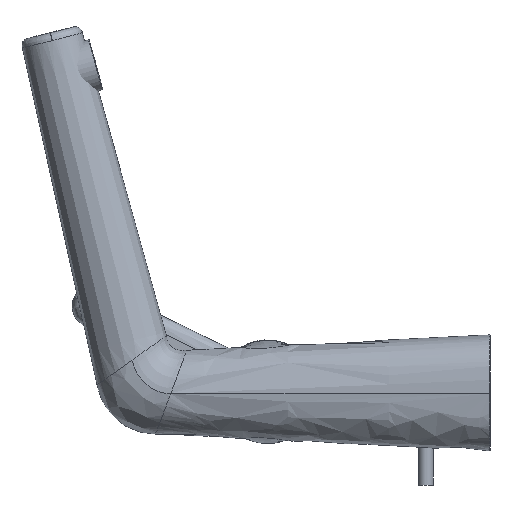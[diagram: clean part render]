
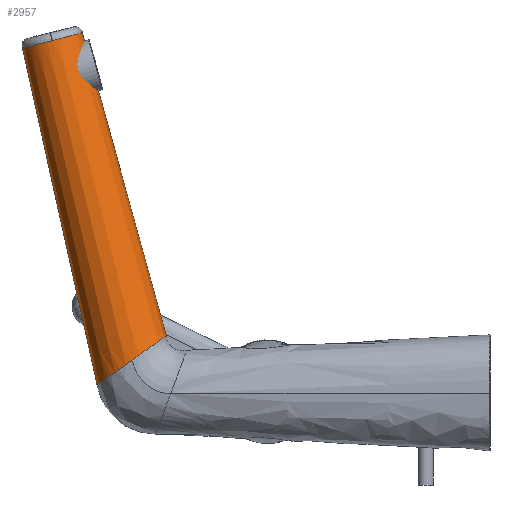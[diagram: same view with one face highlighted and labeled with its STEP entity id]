
A CAD part, left-side view. The second image highlights one B-rep face of the part: STEP entity #2957.
In plain terms, the highlighted conical face has half-angle 1.5 degrees and reference radius 12.248 mm.
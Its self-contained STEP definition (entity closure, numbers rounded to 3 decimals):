
#174 = CARTESIAN_POINT ( 'NONE',  ( -4.471, 161.719, 125.64 ) ) ;
#393 = CARTESIAN_POINT ( 'NONE',  ( -10.928, 132.279, 2.843 ) ) ;
#501 = ORIENTED_EDGE ( 'NONE', *, *, #1084, .T. ) ;
#681 = EDGE_CURVE ( 'NONE', #7225, #1520, #722, .T. ) ;
#718 = CARTESIAN_POINT ( 'NONE',  ( -13.338, 148.599, -8.794 ) ) ;
#722 = LINE ( 'NONE', #5640, #7068 ) ;
#758 = CARTESIAN_POINT ( 'NONE',  ( -2.87, 161.409, 125.737 ) ) ;
#760 = CARTESIAN_POINT ( 'NONE',  ( 0.276, 128.169, 5.91 ) ) ;
#781 = CARTESIAN_POINT ( 'NONE',  ( -8.785, 163.79, 125.068 ) ) ;
#1009 = CARTESIAN_POINT ( 'NONE',  ( -13.328, 135.107, 0.801 ) ) ;
#1034 = CARTESIAN_POINT ( 'NONE',  ( -15.245, 143.616, -5.275 ) ) ;
#1040 = LINE ( 'NONE', #6742, #5721 ) ;
#1073 = VERTEX_POINT ( 'NONE', #6877 ) ;
#1084 = EDGE_CURVE ( 'NONE', #1073, #7725, #2580, .T. ) ;
#1229 = EDGE_CURVE ( 'NONE', #3408, #6589, #1246, .T. ) ;
#1246 = B_SPLINE_CURVE_WITH_KNOTS ( 'NONE', 3,
 ( #5720, #3918, #2591, #1034, #6513, #718, #3004, #3032, #5242, #2827, #6588, #4367, #4910, #4287, #2159, #5020, #1409, #6028 ),
 .UNSPECIFIED., .F., .F.,
 ( 4, 2, 2, 2, 2, 2, 2, 2, 4 ),
 ( 0., 0.007, 0.255, 0.503, 0.628, 0.752, 0.876, 1., 1. ),
 .UNSPECIFIED. ) ;
#1377 = CARTESIAN_POINT ( 'NONE',  ( 0.527, 155.595, -13.592 ) ) ;
#1393 = CARTESIAN_POINT ( 'NONE',  ( -11.949, 167.308, 124.15 ) ) ;
#1409 = CARTESIAN_POINT ( 'NONE',  ( 0.527, 155.595, -13.592 ) ) ;
#1520 = VERTEX_POINT ( 'NONE', #760 ) ;
#1616 = CARTESIAN_POINT ( 'NONE',  ( -14.8, 138.336, -1.515 ) ) ;
#1689 = CARTESIAN_POINT ( 'NONE',  ( -2.793, 185.177, 119.812 ) ) ;
#1984 = CARTESIAN_POINT ( 'NONE',  ( -13.48, 171.738, 123.026 ) ) ;
#2050 = CARTESIAN_POINT ( 'NONE',  ( -1.266, 161.409, 125.758 ) ) ;
#2074 = CARTESIAN_POINT ( 'NONE',  ( -8.724, 182.796, 120.329 ) ) ;
#2078 = CARTESIAN_POINT ( 'NONE',  ( -0.427, 128.169, 5.901 ) ) ;
#2159 = CARTESIAN_POINT ( 'NONE',  ( -0.537, 155.595, -13.606 ) ) ;
#2204 = B_SPLINE_CURVE_WITH_KNOTS ( 'NONE', 3,
 ( #7332, #758, #174, #4358, #781, #4948, #1393, #5551, #1984, #6152 ),
 .UNSPECIFIED., .F., .F.,
 ( 4, 2, 2, 2, 4 ),
 ( 0., 0.125, 0.25, 0.375, 0.5 ),
 .UNSPECIFIED. ) ;
#2208 = CARTESIAN_POINT ( 'NONE',  ( -15.26, 141.171, -3.537 ) ) ;
#2284 = DIRECTION ( 'NONE',  ( 0.012, -0.242, -0.97 ) ) ;
#2482 = EDGE_LOOP ( 'NONE', ( #7059, #501, #6808, #3431, #4541, #4068 ) ) ;
#2580 = B_SPLINE_CURVE_WITH_KNOTS ( 'NONE', 3,
 ( #6640, #4231, #4603, #5660, #6250, #2074, #5194, #5904, #1689, #3606 ),
 .UNSPECIFIED., .F., .F.,
 ( 4, 2, 2, 2, 4 ),
 ( 0.5, 0.625, 0.75, 0.875, 1. ),
 .UNSPECIFIED. ) ;
#2591 = CARTESIAN_POINT ( 'NONE',  ( -15.262, 141.835, -4.009 ) ) ;
#2779 = CARTESIAN_POINT ( 'NONE',  ( -1.831, 128.256, 5.821 ) ) ;
#2825 = EDGE_CURVE ( 'NONE', #7725, #6589, #1040, .T. ) ;
#2827 = CARTESIAN_POINT ( 'NONE',  ( -7.556, 153.672, -12.328 ) ) ;
#2957 = ADVANCED_FACE ( 'NONE', ( #3944 ), #6540, .T. ) ;
#2960 = CARTESIAN_POINT ( 'NONE',  ( -1.228, 173.293, 122.795 ) ) ;
#3004 = CARTESIAN_POINT ( 'NONE',  ( -12.216, 150.114, -9.857 ) ) ;
#3005 = B_SPLINE_CURVE_WITH_KNOTS ( 'NONE', 3,
 ( #4444, #2078, #2779, #6949, #3377, #7546, #3968, #393, #4576, #1009, #5168, #1616, #5773, #2208, #6383 ),
 .UNSPECIFIED., .F., .F.,
 ( 4, 1, 1, 1, 1, 1, 1, 1, 1, 1, 1, 1, 4 ),
 ( 0., 0.083, 0.167, 0.25, 0.333, 0.417, 0.5, 0.583, 0.667, 0.75, 0.833, 0.917, 1. ),
 .UNSPECIFIED. ) ;
#3032 = CARTESIAN_POINT ( 'NONE',  ( -10.067, 152.049, -11.206 ) ) ;
#3377 = CARTESIAN_POINT ( 'NONE',  ( -5.874, 129.235, 5.073 ) ) ;
#3408 = VERTEX_POINT ( 'NONE', #6985 ) ;
#3431 = ORIENTED_EDGE ( 'NONE', *, *, #1229, .F. ) ;
#3606 = CARTESIAN_POINT ( 'NONE',  ( -1.19, 185.177, 119.833 ) ) ;
#3918 = CARTESIAN_POINT ( 'NONE',  ( -15.262, 141.789, -3.976 ) ) ;
#3944 = FACE_OUTER_BOUND ( 'NONE', #2482, .T. ) ;
#3968 = CARTESIAN_POINT ( 'NONE',  ( -9.42, 131.08, 3.715 ) ) ;
#4068 = ORIENTED_EDGE ( 'NONE', *, *, #681, .F. ) ;
#4231 = CARTESIAN_POINT ( 'NONE',  ( -13.47, 174.849, 122.25 ) ) ;
#4287 = CARTESIAN_POINT ( 'NONE',  ( -1.601, 155.499, -13.551 ) ) ;
#4358 = CARTESIAN_POINT ( 'NONE',  ( -7.429, 162.909, 125.305 ) ) ;
#4367 = CARTESIAN_POINT ( 'NONE',  ( -4.697, 154.845, -13.126 ) ) ;
#4444 = CARTESIAN_POINT ( 'NONE',  ( 0.276, 128.169, 5.91 ) ) ;
#4541 = ORIENTED_EDGE ( 'NONE', *, *, #7466, .F. ) ;
#4576 = CARTESIAN_POINT ( 'NONE',  ( -12.237, 133.63, 1.866 ) ) ;
#4603 = CARTESIAN_POINT ( 'NONE',  ( -13.146, 176.404, 121.866 ) ) ;
#4910 = CARTESIAN_POINT ( 'NONE',  ( -3.681, 155.124, -13.311 ) ) ;
#4948 = CARTESIAN_POINT ( 'NONE',  ( -11.045, 165.99, 124.49 ) ) ;
#5020 = CARTESIAN_POINT ( 'NONE',  ( 0.527, 155.595, -13.592 ) ) ;
#5168 = CARTESIAN_POINT ( 'NONE',  ( -14.184, 136.685, -0.332 ) ) ;
#5194 = CARTESIAN_POINT ( 'NONE',  ( -7.363, 183.677, 120.127 ) ) ;
#5242 = CARTESIAN_POINT ( 'NONE',  ( -9.272, 152.637, -11.614 ) ) ;
#5551 = CARTESIAN_POINT ( 'NONE',  ( -13.166, 170.183, 123.417 ) ) ;
#5640 = CARTESIAN_POINT ( 'NONE',  ( -1.267, 161.409, 125.758 ) ) ;
#5660 = CARTESIAN_POINT ( 'NONE',  ( -11.91, 179.278, 121.166 ) ) ;
#5720 = CARTESIAN_POINT ( 'NONE',  ( -15.262, 141.739, -3.941 ) ) ;
#5721 = VECTOR ( 'NONE', #7550, 1000. ) ;
#5773 = CARTESIAN_POINT ( 'NONE',  ( -15.174, 140.031, -2.725 ) ) ;
#5882 = DIRECTION ( 'NONE',  ( 0.012, -0.267, -0.964 ) ) ;
#5904 = CARTESIAN_POINT ( 'NONE',  ( -4.397, 184.868, 119.869 ) ) ;
#6028 = CARTESIAN_POINT ( 'NONE',  ( 0.527, 155.595, -13.592 ) ) ;
#6152 = CARTESIAN_POINT ( 'NONE',  ( -13.475, 173.293, 122.638 ) ) ;
#6250 = CARTESIAN_POINT ( 'NONE',  ( -10.998, 180.596, 120.849 ) ) ;
#6383 = CARTESIAN_POINT ( 'NONE',  ( -15.262, 141.739, -3.941 ) ) ;
#6513 = CARTESIAN_POINT ( 'NONE',  ( -14.852, 145.35, -6.503 ) ) ;
#6540 = CONICAL_SURFACE ( 'NONE', #7498, 12.248, 0.026 ) ;
#6588 = CARTESIAN_POINT ( 'NONE',  ( -6.635, 154.119, -12.634 ) ) ;
#6589 = VERTEX_POINT ( 'NONE', #1377 ) ;
#6640 = CARTESIAN_POINT ( 'NONE',  ( -13.475, 173.293, 122.638 ) ) ;
#6681 = CARTESIAN_POINT ( 'NONE',  ( -1.19, 185.177, 119.833 ) ) ;
#6742 = CARTESIAN_POINT ( 'NONE',  ( -1.19, 185.177, 119.833 ) ) ;
#6808 = ORIENTED_EDGE ( 'NONE', *, *, #2825, .T. ) ;
#6877 = CARTESIAN_POINT ( 'NONE',  ( -13.475, 173.293, 122.638 ) ) ;
#6949 = CARTESIAN_POINT ( 'NONE',  ( -3.894, 128.63, 5.529 ) ) ;
#6985 = CARTESIAN_POINT ( 'NONE',  ( -15.262, 141.739, -3.941 ) ) ;
#7059 = ORIENTED_EDGE ( 'NONE', *, *, #7615, .T. ) ;
#7068 = VECTOR ( 'NONE', #5882, 1000. ) ;
#7225 = VERTEX_POINT ( 'NONE', #2050 ) ;
#7332 = CARTESIAN_POINT ( 'NONE',  ( -1.266, 161.409, 125.758 ) ) ;
#7466 = EDGE_CURVE ( 'NONE', #1520, #3408, #3005, .T. ) ;
#7498 = AXIS2_PLACEMENT_3D ( 'NONE', #2960, #2284, #7511 ) ;
#7511 = DIRECTION ( 'NONE',  ( -0.003, -0.97, 0.242 ) ) ;
#7546 = CARTESIAN_POINT ( 'NONE',  ( -7.729, 130.057, 4.465 ) ) ;
#7550 = DIRECTION ( 'NONE',  ( 0.013, -0.216, -0.976 ) ) ;
#7615 = EDGE_CURVE ( 'NONE', #7225, #1073, #2204, .T. ) ;
#7725 = VERTEX_POINT ( 'NONE', #6681 ) ;
